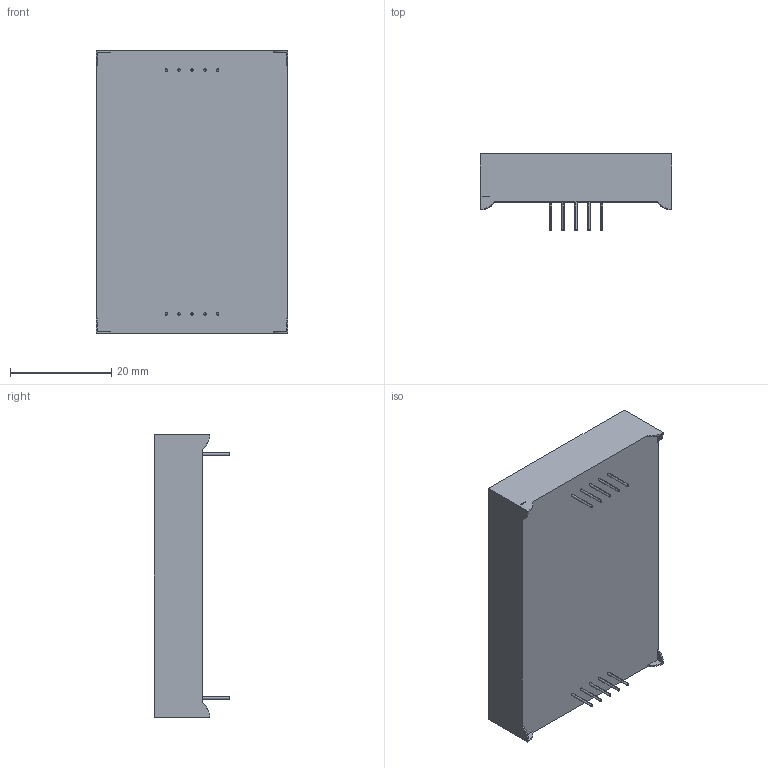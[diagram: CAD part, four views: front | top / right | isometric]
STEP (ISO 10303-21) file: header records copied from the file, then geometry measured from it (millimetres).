
FILE_DESCRIPTION (( 'STEP AP214' ), '1' );
FILE_NAME ('end-el-san Co Ltd-King Bright SX18-11.STEP', '2018-12-14T13:58:46', ( '' ), ( '' ), 'SwSTEP 2.0', 'SolidWorks 2018', '' );
FILE_SCHEMA (( 'AUTOMOTIVE_DESIGN' ));
Length unit declared in the file: millimetre
Products named in the file (1): end-el-san Co Ltd-King Bright SX18-11
Bounding box: 38 x 15 x 56 mm (x, y, z)
Volume: 20178.9 mm3; surface area: 6206.9 mm2
Topology: 1 solids, 1 shells, 387 faces, 1009 edges, 670 vertices
Faces by surface type: plane 241, bspline 116, cylinder 30
Entity records: 21512 total; most frequent: CARTESIAN_POINT 8453, ORIENTED_EDGE 2018, DIRECTION 1377, EDGE_CURVE 1009, LINE 713, VECTOR 713, VERTEX_POINT 670, EDGE_LOOP 433
